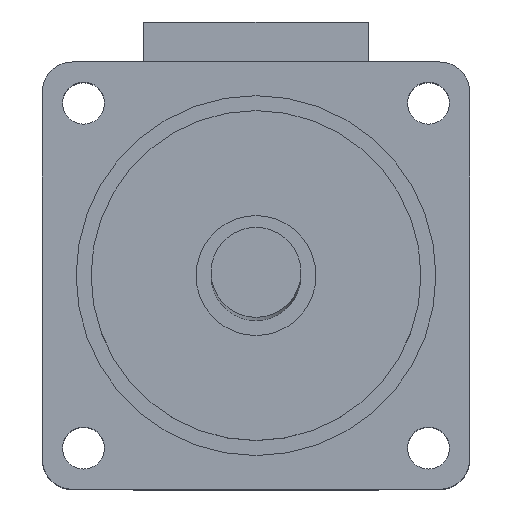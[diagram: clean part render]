
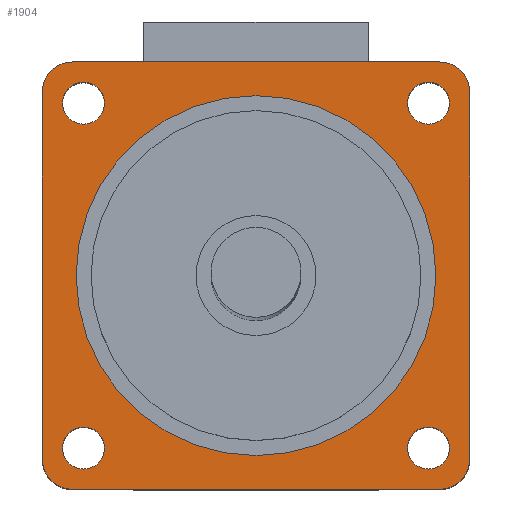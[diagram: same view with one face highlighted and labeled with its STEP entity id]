
A CAD part, top view. The second image highlights one B-rep face of the part: STEP entity #1904.
In plain terms, the highlighted planar face has unit normal (0, 0, 1).
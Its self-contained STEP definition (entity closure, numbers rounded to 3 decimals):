
#29=FACE_BOUND('',#671,.T.);
#30=FACE_BOUND('',#672,.T.);
#31=FACE_BOUND('',#673,.T.);
#32=FACE_BOUND('',#674,.T.);
#33=FACE_BOUND('',#675,.T.);
#81=LINE('',#2924,#251);
#84=LINE('',#2930,#254);
#88=LINE('',#2937,#258);
#91=LINE('',#2943,#261);
#251=VECTOR('',#2334,24.5);
#254=VECTOR('',#2339,24.5);
#258=VECTOR('',#2345,24.5);
#261=VECTOR('',#2350,24.5);
#556=FACE_OUTER_BOUND('',#670,.T.);
#670=EDGE_LOOP('',(#1386,#1387,#1388,#1389,#1390,#1391,#1392,#1393));
#671=EDGE_LOOP('',(#1394));
#672=EDGE_LOOP('',(#1395));
#673=EDGE_LOOP('',(#1396));
#674=EDGE_LOOP('',(#1397));
#675=EDGE_LOOP('',(#1398));
#798=CIRCLE('',#2038,1.4);
#800=CIRCLE('',#2041,1.4);
#802=CIRCLE('',#2044,1.4);
#804=CIRCLE('',#2047,1.4);
#813=CIRCLE('',#2063,2.);
#814=CIRCLE('',#2064,2.);
#815=CIRCLE('',#2065,2.);
#816=CIRCLE('',#2066,2.);
#817=CIRCLE('',#2067,12.);
#897=VERTEX_POINT('',#2848);
#899=VERTEX_POINT('',#2854);
#901=VERTEX_POINT('',#2860);
#903=VERTEX_POINT('',#2866);
#928=VERTEX_POINT('',#2922);
#929=VERTEX_POINT('',#2923);
#930=VERTEX_POINT('',#2928);
#931=VERTEX_POINT('',#2929);
#932=VERTEX_POINT('',#2934);
#933=VERTEX_POINT('',#2936);
#934=VERTEX_POINT('',#2940);
#935=VERTEX_POINT('',#2942);
#936=VERTEX_POINT('',#2950);
#1065=EDGE_CURVE('',#897,#897,#798,.T.);
#1068=EDGE_CURVE('',#899,#899,#800,.T.);
#1071=EDGE_CURVE('',#901,#901,#802,.T.);
#1074=EDGE_CURVE('',#903,#903,#804,.T.);
#1101=EDGE_CURVE('',#928,#929,#81,.T.);
#1104=EDGE_CURVE('',#930,#931,#84,.T.);
#1108=EDGE_CURVE('',#933,#932,#88,.T.);
#1111=EDGE_CURVE('',#935,#934,#91,.T.);
#1113=EDGE_CURVE('',#934,#928,#813,.T.);
#1114=EDGE_CURVE('',#929,#930,#814,.T.);
#1115=EDGE_CURVE('',#931,#933,#815,.T.);
#1116=EDGE_CURVE('',#932,#935,#816,.T.);
#1117=EDGE_CURVE('',#936,#936,#817,.T.);
#1386=ORIENTED_EDGE('',*,*,#1111,.T.);
#1387=ORIENTED_EDGE('',*,*,#1113,.T.);
#1388=ORIENTED_EDGE('',*,*,#1101,.T.);
#1389=ORIENTED_EDGE('',*,*,#1114,.T.);
#1390=ORIENTED_EDGE('',*,*,#1104,.T.);
#1391=ORIENTED_EDGE('',*,*,#1115,.T.);
#1392=ORIENTED_EDGE('',*,*,#1108,.T.);
#1393=ORIENTED_EDGE('',*,*,#1116,.T.);
#1394=ORIENTED_EDGE('',*,*,#1117,.F.);
#1395=ORIENTED_EDGE('',*,*,#1074,.F.);
#1396=ORIENTED_EDGE('',*,*,#1071,.F.);
#1397=ORIENTED_EDGE('',*,*,#1068,.F.);
#1398=ORIENTED_EDGE('',*,*,#1065,.F.);
#1834=PLANE('',#2062);
#1904=ADVANCED_FACE('',(#556,#29,#30,#31,#32,#33),#1834,.T.);
#2038=AXIS2_PLACEMENT_3D('',#2850,#2271,#2272);
#2041=AXIS2_PLACEMENT_3D('',#2856,#2278,#2279);
#2044=AXIS2_PLACEMENT_3D('',#2862,#2285,#2286);
#2047=AXIS2_PLACEMENT_3D('',#2868,#2292,#2293);
#2062=AXIS2_PLACEMENT_3D('',#2945,#2352,#2353);
#2063=AXIS2_PLACEMENT_3D('',#2946,#2354,#2355);
#2064=AXIS2_PLACEMENT_3D('',#2947,#2356,#2357);
#2065=AXIS2_PLACEMENT_3D('',#2948,#2358,#2359);
#2066=AXIS2_PLACEMENT_3D('',#2949,#2360,#2361);
#2067=AXIS2_PLACEMENT_3D('',#2951,#2362,#2363);
#2271=DIRECTION('center_axis',(0.,0.,1.));
#2272=DIRECTION('ref_axis',(1.,0.,0.));
#2278=DIRECTION('center_axis',(0.,0.,1.));
#2279=DIRECTION('ref_axis',(1.,0.,0.));
#2285=DIRECTION('center_axis',(0.,0.,1.));
#2286=DIRECTION('ref_axis',(1.,0.,0.));
#2292=DIRECTION('center_axis',(0.,0.,1.));
#2293=DIRECTION('ref_axis',(1.,0.,0.));
#2334=DIRECTION('',(0.,1.,0.));
#2339=DIRECTION('',(-1.,0.,0.));
#2345=DIRECTION('',(0.,-1.,0.));
#2350=DIRECTION('',(1.,0.,0.));
#2352=DIRECTION('center_axis',(0.,0.,1.));
#2353=DIRECTION('ref_axis',(1.,0.,0.));
#2354=DIRECTION('center_axis',(0.,0.,1.));
#2355=DIRECTION('ref_axis',(1.,0.,0.));
#2356=DIRECTION('center_axis',(0.,0.,1.));
#2357=DIRECTION('ref_axis',(1.,0.,0.));
#2358=DIRECTION('center_axis',(0.,0.,1.));
#2359=DIRECTION('ref_axis',(1.,0.,0.));
#2360=DIRECTION('center_axis',(0.,0.,1.));
#2361=DIRECTION('ref_axis',(1.,0.,0.));
#2362=DIRECTION('center_axis',(0.,0.,1.));
#2363=DIRECTION('ref_axis',(1.,0.,0.));
#2848=CARTESIAN_POINT('',(-12.9,11.5,32.));
#2850=CARTESIAN_POINT('Origin',(-11.5,11.5,32.));
#2854=CARTESIAN_POINT('',(10.1,11.5,32.));
#2856=CARTESIAN_POINT('Origin',(11.5,11.5,32.));
#2860=CARTESIAN_POINT('',(10.1,-11.5,32.));
#2862=CARTESIAN_POINT('Origin',(11.5,-11.5,32.));
#2866=CARTESIAN_POINT('',(-12.9,-11.5,32.));
#2868=CARTESIAN_POINT('Origin',(-11.5,-11.5,32.));
#2922=CARTESIAN_POINT('',(14.25,-12.25,32.));
#2923=CARTESIAN_POINT('',(14.25,12.25,32.));
#2924=CARTESIAN_POINT('',(14.25,-12.25,32.));
#2928=CARTESIAN_POINT('',(12.25,14.25,32.));
#2929=CARTESIAN_POINT('',(-12.25,14.25,32.));
#2930=CARTESIAN_POINT('',(12.25,14.25,32.));
#2934=CARTESIAN_POINT('',(-14.25,-12.25,32.));
#2936=CARTESIAN_POINT('',(-14.25,12.25,32.));
#2937=CARTESIAN_POINT('',(-14.25,12.25,32.));
#2940=CARTESIAN_POINT('',(12.25,-14.25,32.));
#2942=CARTESIAN_POINT('',(-12.25,-14.25,32.));
#2943=CARTESIAN_POINT('',(-12.25,-14.25,32.));
#2945=CARTESIAN_POINT('Origin',(0.,0.,32.));
#2946=CARTESIAN_POINT('Origin',(12.25,-12.25,32.));
#2947=CARTESIAN_POINT('Origin',(12.25,12.25,32.));
#2948=CARTESIAN_POINT('Origin',(-12.25,12.25,32.));
#2949=CARTESIAN_POINT('Origin',(-12.25,-12.25,32.));
#2950=CARTESIAN_POINT('',(-12.,0.,32.));
#2951=CARTESIAN_POINT('Origin',(0.,0.,32.));
